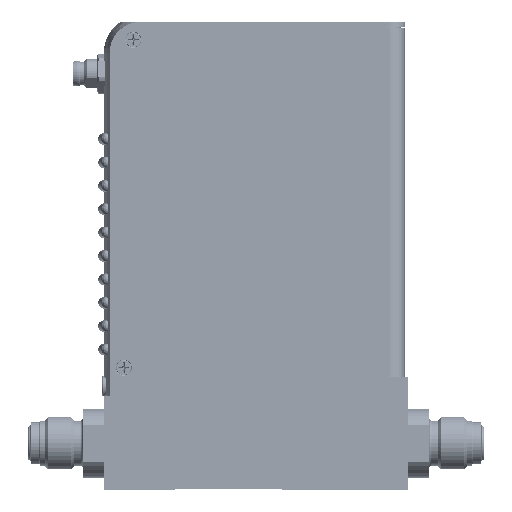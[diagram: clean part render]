
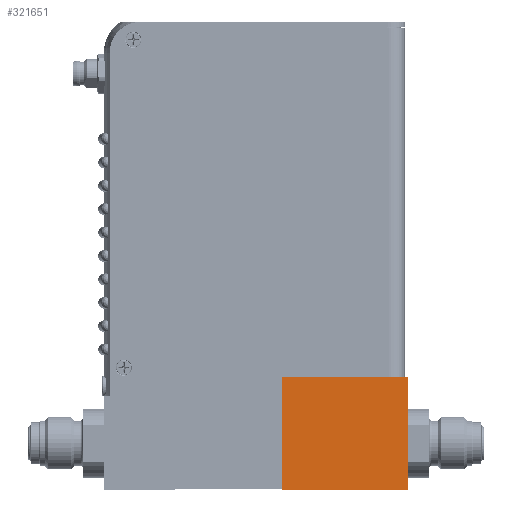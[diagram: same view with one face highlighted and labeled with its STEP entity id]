
A CAD part, top view. The second image highlights one B-rep face of the part: STEP entity #321651.
In plain terms, the highlighted planar face has unit normal (0, 0, 1).
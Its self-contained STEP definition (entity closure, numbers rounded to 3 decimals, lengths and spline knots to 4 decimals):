
#523 = VERTEX_POINT ( 'NONE', #264015 ) ;
#10127 = EDGE_CURVE ( 'NONE', #89776, #202325, #115279, .T. ) ;
#16025 = EDGE_CURVE ( 'NONE', #315752, #523, #217285, .T. ) ;
#16824 = ORIENTED_EDGE ( 'NONE', *, *, #16025, .F. ) ;
#20296 = LINE ( 'NONE', #340776, #223513 ) ;
#33602 = CARTESIAN_POINT ( 'NONE',  ( -0.3191, -0.1189, 0.56 ) ) ;
#36777 = ORIENTED_EDGE ( 'NONE', *, *, #217399, .F. ) ;
#49436 = VECTOR ( 'NONE', #312206, 39.3701 ) ;
#58114 = FACE_OUTER_BOUND ( 'NONE', #70111, .T. ) ;
#63512 = CARTESIAN_POINT ( 'NONE',  ( -0.3191, 1.0881, 0.56 ) ) ;
#65711 = DIRECTION ( 'NONE',  ( 0., -1., 0. ) ) ;
#70111 = EDGE_LOOP ( 'NONE', ( #265751, #36777, #16824, #106138 ) ) ;
#89776 = VERTEX_POINT ( 'NONE', #33602 ) ;
#106138 = ORIENTED_EDGE ( 'NONE', *, *, #175998, .T. ) ;
#115279 = LINE ( 'NONE', #216130, #326700 ) ;
#115397 = DIRECTION ( 'NONE',  ( 0., 0., -1. ) ) ;
#123515 = DIRECTION ( 'NONE',  ( 1., 0., 0. ) ) ;
#124694 = CARTESIAN_POINT ( 'NONE',  ( -0.3191, 1.0881, 0.56 ) ) ;
#171335 = AXIS2_PLACEMENT_3D ( 'NONE', #280640, #115397, #308407 ) ;
#175998 = EDGE_CURVE ( 'NONE', #315752, #89776, #269836, .T. ) ;
#202325 = VERTEX_POINT ( 'NONE', #203877 ) ;
#203877 = CARTESIAN_POINT ( 'NONE',  ( 1.0259, -0.1189, 0.56 ) ) ;
#216130 = CARTESIAN_POINT ( 'NONE',  ( -0.3191, -0.1189, 0.56 ) ) ;
#217285 = LINE ( 'NONE', #124694, #234597 ) ;
#217399 = EDGE_CURVE ( 'NONE', #523, #202325, #20296, .T. ) ;
#217769 = DIRECTION ( 'NONE',  ( 1., 0., 0. ) ) ;
#223513 = VECTOR ( 'NONE', #65711, 39.3701 ) ;
#234597 = VECTOR ( 'NONE', #123515, 39.3701 ) ;
#248337 = CARTESIAN_POINT ( 'NONE',  ( -0.3191, 1.0881, 0.56 ) ) ;
#252914 = PLANE ( 'NONE',  #171335 ) ;
#264015 = CARTESIAN_POINT ( 'NONE',  ( 1.0259, 1.0881, 0.56 ) ) ;
#265751 = ORIENTED_EDGE ( 'NONE', *, *, #10127, .T. ) ;
#269836 = LINE ( 'NONE', #63512, #49436 ) ;
#280640 = CARTESIAN_POINT ( 'NONE',  ( -0.3191, 1.0881, 0.56 ) ) ;
#308407 = DIRECTION ( 'NONE',  ( -1., 0., 0. ) ) ;
#312206 = DIRECTION ( 'NONE',  ( 0., -1., 0. ) ) ;
#315752 = VERTEX_POINT ( 'NONE', #248337 ) ;
#321651 = ADVANCED_FACE ( 'NONE', ( #58114 ), #252914, .F. ) ;
#326700 = VECTOR ( 'NONE', #217769, 39.3701 ) ;
#340776 = CARTESIAN_POINT ( 'NONE',  ( 1.0259, 1.0881, 0.56 ) ) ;
